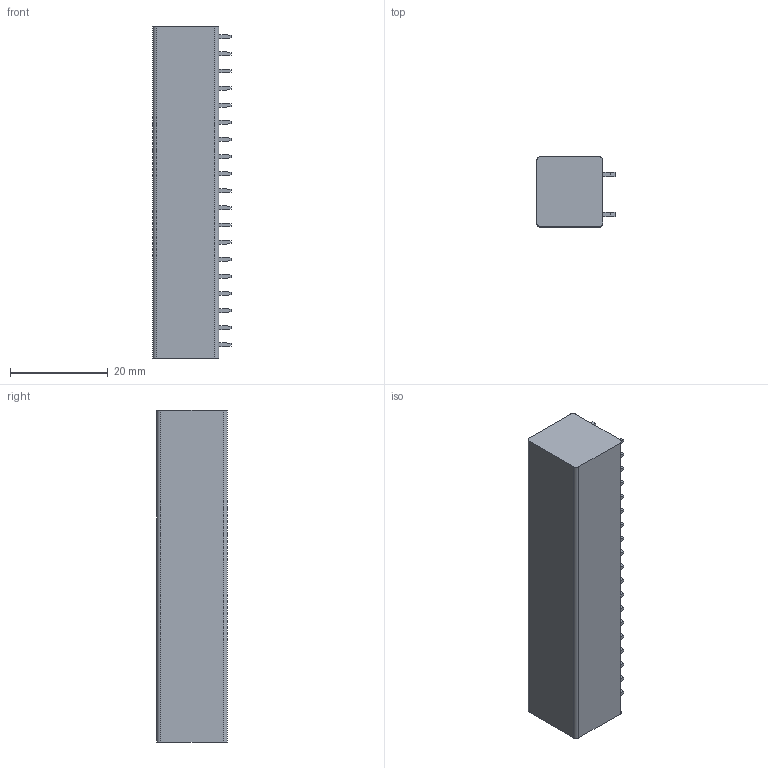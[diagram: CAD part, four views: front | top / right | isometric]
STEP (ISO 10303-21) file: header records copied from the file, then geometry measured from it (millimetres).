
FILE_DESCRIPTION((''),'2;1');
FILE_NAME('PRT0005','2024-09-25T',('sj'),(''),'PRO/ENGINEER BY PARAMETRIC TECHNOLOGY CORPORATION, 2013240','PRO/ENGINEER BY PARAMETRIC TECHNOLOGY CORPORATION, 2013240','');
FILE_SCHEMA(('AUTOMOTIVE_DESIGN_CC2 { 1 2 10303 214 -1 1 5 2 }'));
Length unit declared in the file: millimetre
Products named in the file (1): PRT0005
Bounding box: 16 x 14.4 x 67.9 mm (x, y, z)
Volume: 12665.2 mm3; surface area: 5037 mm2
Topology: 1 solids, 1 shells, 958 faces, 2376 edges, 1496 vertices
Faces by surface type: plane 466, cylinder 287, bspline 110, torus 57, cone 38
Entity records: 32774 total; most frequent: CARTESIAN_POINT 10766, ORIENTED_EDGE 4752, DIRECTION 4264, EDGE_CURVE 2376, VERTEX_POINT 1496, AXIS2_PLACEMENT_3D 1422, VECTOR 1420, LINE 1420
